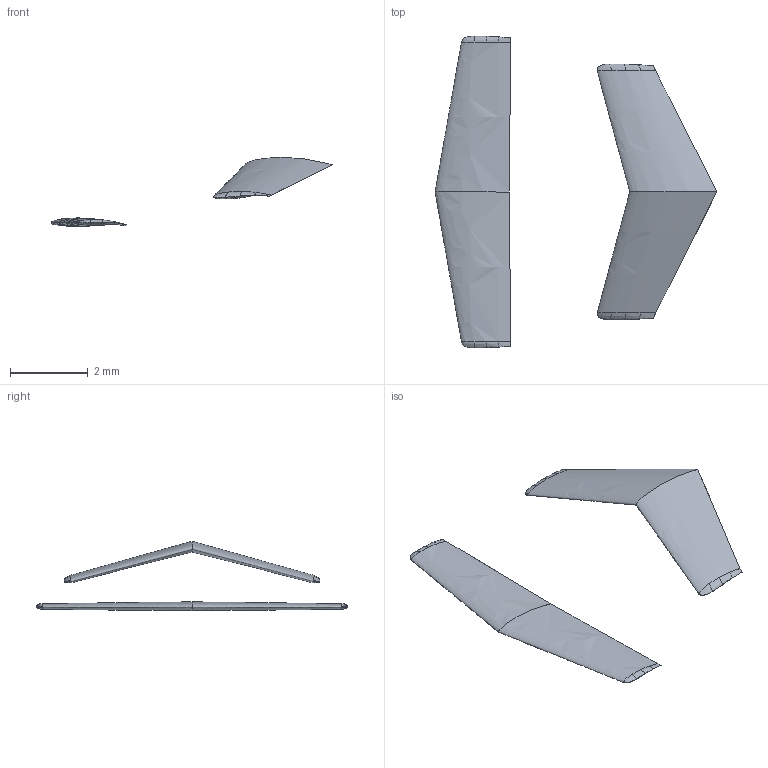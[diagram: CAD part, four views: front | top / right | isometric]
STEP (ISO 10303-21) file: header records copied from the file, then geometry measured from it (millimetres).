
FILE_DESCRIPTION(('Open CASCADE Model'),'2;1');
FILE_NAME('Open CASCADE Shape Model','2019-01-07T22:37:35',('Author'),( 'Open CASCADE'),'Open CASCADE STEP processor 7.3','Open CASCADE 7.3' ,'Unknown');
FILE_SCHEMA(('AUTOMOTIVE_DESIGN { 1 0 10303 214 1 1 1 1 }'));
Length unit declared in the file: millimetre
Products named in the file (3): Open CASCADE STEP translator 7.3 1; Open CASCADE STEP translator 7.3 1.1; Open CASCADE STEP translator 7.3 1.2
Assembly tree (2 placements, depth 2):
  Open CASCADE STEP translator 7.3 1
    Open CASCADE STEP translator 7.3 1.1
    Open CASCADE STEP translator 7.3 1.2
Bounding box: 7.24 x 8 x 1.78 mm (x, y, z)
Volume: 2.9 mm3; surface area: 51.3 mm2
Topology: 2 solids, 2 shells, 52 faces, 116 edges, 68 vertices
Faces by surface type: bspline 52
Entity records: 24406 total; most frequent: CARTESIAN_POINT 22577, ORIENTED_EDGE 232, PCURVE 232, DEFINITIONAL_REPRESENTATION 232, DIRECTION 158, B_SPLINE_CURVE_WITH_KNOTS 152, LINE 152, VECTOR 152
